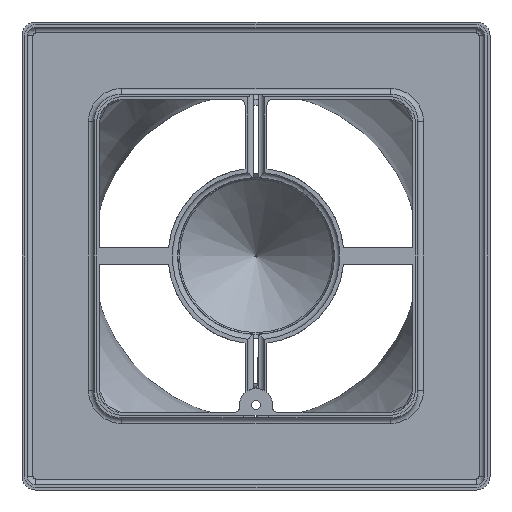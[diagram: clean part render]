
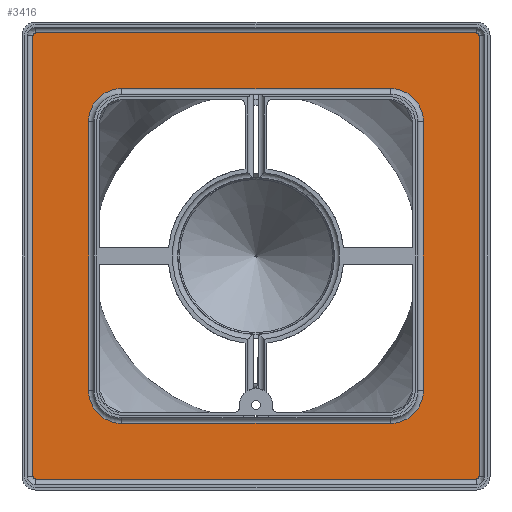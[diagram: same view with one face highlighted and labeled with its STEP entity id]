
A CAD part, front view. The second image highlights one B-rep face of the part: STEP entity #3416.
In plain terms, the highlighted planar face has unit normal (0, -1, 0).
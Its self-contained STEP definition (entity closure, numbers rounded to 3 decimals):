
#101=FACE_BOUND('',#1068,.T.);
#135=PLANE('',#3775);
#371=LINE('',#6447,#621);
#374=LINE('',#6470,#624);
#377=LINE('',#6495,#627);
#382=LINE('',#6526,#632);
#390=LINE('',#6559,#640);
#391=LINE('',#6563,#641);
#392=LINE('',#6567,#642);
#393=LINE('',#6571,#643);
#621=VECTOR('',#4487,10.);
#624=VECTOR('',#4502,10.);
#627=VECTOR('',#4517,10.);
#632=VECTOR('',#4538,10.);
#640=VECTOR('',#4564,10.);
#641=VECTOR('',#4567,10.);
#642=VECTOR('',#4570,10.);
#643=VECTOR('',#4573,10.);
#852=FACE_OUTER_BOUND('',#1067,.T.);
#1067=EDGE_LOOP('',(#2763,#2764,#2765,#2766,#2767,#2768,#2769,#2770));
#1068=EDGE_LOOP('',(#2771,#2772,#2773,#2774,#2775,#2776,#2777,#2778));
#1315=CIRCLE('',#3750,1.);
#1319=CIRCLE('',#3755,1.);
#1327=CIRCLE('',#3764,1.);
#1330=CIRCLE('',#3768,1.);
#1333=CIRCLE('',#3776,12.);
#1334=CIRCLE('',#3777,12.);
#1335=CIRCLE('',#3778,12.);
#1336=CIRCLE('',#3779,12.);
#1602=VERTEX_POINT('',#6444);
#1603=VERTEX_POINT('',#6446);
#1605=VERTEX_POINT('',#6460);
#1607=VERTEX_POINT('',#6466);
#1609=VERTEX_POINT('',#6480);
#1615=VERTEX_POINT('',#6494);
#1621=VERTEX_POINT('',#6516);
#1623=VERTEX_POINT('',#6522);
#1630=VERTEX_POINT('',#6557);
#1631=VERTEX_POINT('',#6558);
#1632=VERTEX_POINT('',#6560);
#1633=VERTEX_POINT('',#6562);
#1634=VERTEX_POINT('',#6564);
#1635=VERTEX_POINT('',#6566);
#1636=VERTEX_POINT('',#6568);
#1637=VERTEX_POINT('',#6570);
#2011=EDGE_CURVE('',#1602,#1603,#371,.T.);
#2016=EDGE_CURVE('',#1603,#1605,#1315,.T.);
#2019=EDGE_CURVE('',#1605,#1607,#374,.T.);
#2022=EDGE_CURVE('',#1607,#1609,#1319,.T.);
#2027=EDGE_CURVE('',#1609,#1615,#377,.T.);
#2036=EDGE_CURVE('',#1615,#1621,#1327,.T.);
#2039=EDGE_CURVE('',#1621,#1623,#382,.T.);
#2041=EDGE_CURVE('',#1623,#1602,#1330,.T.);
#2051=EDGE_CURVE('',#1630,#1631,#390,.T.);
#2052=EDGE_CURVE('',#1632,#1630,#1333,.T.);
#2053=EDGE_CURVE('',#1633,#1632,#391,.T.);
#2054=EDGE_CURVE('',#1634,#1633,#1334,.T.);
#2055=EDGE_CURVE('',#1635,#1634,#392,.T.);
#2056=EDGE_CURVE('',#1636,#1635,#1335,.T.);
#2057=EDGE_CURVE('',#1637,#1636,#393,.T.);
#2058=EDGE_CURVE('',#1631,#1637,#1336,.T.);
#2763=ORIENTED_EDGE('',*,*,#2011,.F.);
#2764=ORIENTED_EDGE('',*,*,#2041,.F.);
#2765=ORIENTED_EDGE('',*,*,#2039,.F.);
#2766=ORIENTED_EDGE('',*,*,#2036,.F.);
#2767=ORIENTED_EDGE('',*,*,#2027,.F.);
#2768=ORIENTED_EDGE('',*,*,#2022,.F.);
#2769=ORIENTED_EDGE('',*,*,#2019,.F.);
#2770=ORIENTED_EDGE('',*,*,#2016,.F.);
#2771=ORIENTED_EDGE('',*,*,#2051,.F.);
#2772=ORIENTED_EDGE('',*,*,#2052,.F.);
#2773=ORIENTED_EDGE('',*,*,#2053,.F.);
#2774=ORIENTED_EDGE('',*,*,#2054,.F.);
#2775=ORIENTED_EDGE('',*,*,#2055,.F.);
#2776=ORIENTED_EDGE('',*,*,#2056,.F.);
#2777=ORIENTED_EDGE('',*,*,#2057,.F.);
#2778=ORIENTED_EDGE('',*,*,#2058,.F.);
#3416=ADVANCED_FACE('',(#852,#101),#135,.F.);
#3750=AXIS2_PLACEMENT_3D('',#6464,#4495,#4496);
#3755=AXIS2_PLACEMENT_3D('',#6484,#4507,#4508);
#3764=AXIS2_PLACEMENT_3D('',#6520,#4531,#4532);
#3768=AXIS2_PLACEMENT_3D('',#6537,#4541,#4542);
#3775=AXIS2_PLACEMENT_3D('',#6556,#4562,#4563);
#3776=AXIS2_PLACEMENT_3D('',#6561,#4565,#4566);
#3777=AXIS2_PLACEMENT_3D('',#6565,#4568,#4569);
#3778=AXIS2_PLACEMENT_3D('',#6569,#4571,#4572);
#3779=AXIS2_PLACEMENT_3D('',#6572,#4574,#4575);
#4487=DIRECTION('',(-1.,0.,0.));
#4495=DIRECTION('center_axis',(0.,1.,0.));
#4496=DIRECTION('ref_axis',(-0.707,0.,-0.707));
#4502=DIRECTION('',(0.,0.,1.));
#4507=DIRECTION('center_axis',(0.,1.,0.));
#4508=DIRECTION('ref_axis',(-0.707,0.,0.707));
#4517=DIRECTION('',(1.,0.,0.));
#4531=DIRECTION('center_axis',(0.,1.,0.));
#4532=DIRECTION('ref_axis',(0.707,0.,0.707));
#4538=DIRECTION('',(0.,0.,-1.));
#4541=DIRECTION('center_axis',(0.,1.,0.));
#4542=DIRECTION('ref_axis',(0.707,0.,-0.707));
#4562=DIRECTION('center_axis',(0.,1.,0.));
#4563=DIRECTION('ref_axis',(1.,0.,0.));
#4564=DIRECTION('',(0.,0.,-1.));
#4565=DIRECTION('center_axis',(0.,-1.,0.));
#4566=DIRECTION('ref_axis',(-0.707,0.,0.707));
#4567=DIRECTION('',(-1.,0.,0.));
#4568=DIRECTION('center_axis',(0.,-1.,0.));
#4569=DIRECTION('ref_axis',(0.707,0.,0.707));
#4570=DIRECTION('',(0.,0.,1.));
#4571=DIRECTION('center_axis',(0.,-1.,0.));
#4572=DIRECTION('ref_axis',(0.707,0.,-0.707));
#4573=DIRECTION('',(1.,0.,0.));
#4574=DIRECTION('center_axis',(0.,-1.,0.));
#4575=DIRECTION('ref_axis',(-0.707,0.,-0.707));
#6444=CARTESIAN_POINT('',(80.25,8.,-81.25));
#6446=CARTESIAN_POINT('',(-80.25,8.,-81.25));
#6447=CARTESIAN_POINT('',(-40.125,8.,-81.25));
#6460=CARTESIAN_POINT('',(-81.25,8.,-80.25));
#6464=CARTESIAN_POINT('Origin',(-80.25,8.,-80.25));
#6466=CARTESIAN_POINT('',(-81.25,8.,80.25));
#6470=CARTESIAN_POINT('',(-81.25,8.,40.125));
#6480=CARTESIAN_POINT('',(-80.25,8.,81.25));
#6484=CARTESIAN_POINT('Origin',(-80.25,8.,80.25));
#6494=CARTESIAN_POINT('',(80.25,8.,81.25));
#6495=CARTESIAN_POINT('',(40.125,8.,81.25));
#6516=CARTESIAN_POINT('',(81.25,8.,80.25));
#6520=CARTESIAN_POINT('Origin',(80.25,8.,80.25));
#6522=CARTESIAN_POINT('',(81.25,8.,-80.25));
#6526=CARTESIAN_POINT('',(81.25,8.,-40.125));
#6537=CARTESIAN_POINT('Origin',(80.25,8.,-80.25));
#6556=CARTESIAN_POINT('Origin',(0.,8.,0.));
#6557=CARTESIAN_POINT('',(-61.,8.,49.));
#6558=CARTESIAN_POINT('',(-61.,8.,-49.));
#6559=CARTESIAN_POINT('',(-61.,8.,-24.5));
#6560=CARTESIAN_POINT('',(-49.,8.,61.));
#6561=CARTESIAN_POINT('Origin',(-49.,8.,49.));
#6562=CARTESIAN_POINT('',(49.,8.,61.));
#6563=CARTESIAN_POINT('',(-24.5,8.,61.));
#6564=CARTESIAN_POINT('',(61.,8.,49.));
#6565=CARTESIAN_POINT('Origin',(49.,8.,49.));
#6566=CARTESIAN_POINT('',(61.,8.,-49.));
#6567=CARTESIAN_POINT('',(61.,8.,24.5));
#6568=CARTESIAN_POINT('',(49.,8.,-61.));
#6569=CARTESIAN_POINT('Origin',(49.,8.,-49.));
#6570=CARTESIAN_POINT('',(-49.,8.,-61.));
#6571=CARTESIAN_POINT('',(-1.833,8.,-61.));
#6572=CARTESIAN_POINT('Origin',(-49.,8.,-49.));
